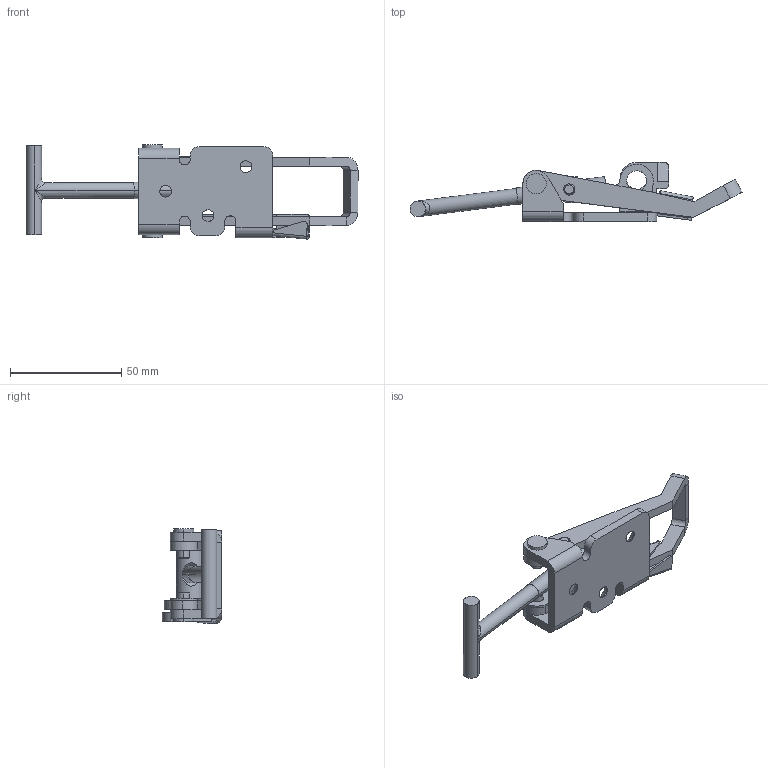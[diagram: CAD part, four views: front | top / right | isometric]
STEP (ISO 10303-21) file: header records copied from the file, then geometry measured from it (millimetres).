
FILE_DESCRIPTION (( 'STEP AP214' ), '1' );
FILE_NAME ('520969 - 704 T LC ZP Friction screw.STEP', '2017-02-06T07:47:08', ( '' ), ( '' ), 'SwSTEP 2.0', 'SolidWorks 2015', '' );
FILE_SCHEMA (( 'AUTOMOTIVE_DESIGN' ));
Length unit declared in the file: millimetre
Products named in the file (9): 703 - T-skruv; 704 - Friction ring; 704 - Safety Catch; 704 - Rivet Gradin; 704 - Handle locking eye; 722861 - Platta 704 LC FZB Spärr; 520969 - 704 T LC ZP Friction screw; 704 - Mid Cylinder Friction ring; 704 - Mid Cylinder Friction
Assembly tree (9 placements, depth 3):
  520969 - 704 T LC ZP Friction screw
    722861 - Platta 704 LC FZB Spärr
    704 - Handle locking eye
    704 - Rivet Gradin  x2
    704 - Safety Catch
    703 - T-skruv
    704 - Mid Cylinder Friction ring
      704 - Friction ring
      704 - Mid Cylinder Friction
Bounding box: 148.92 x 26.6 x 42.24 mm (x, y, z)
Volume: 27826.3 mm3; surface area: 21120.7 mm2
Topology: 8 solids, 8 shells, 225 faces, 523 edges, 318 vertices
Faces by surface type: plane 106, cylinder 99, cone 16, bspline 4
Entity records: 6948 total; most frequent: CARTESIAN_POINT 1484, DIRECTION 1117, ORIENTED_EDGE 994, EDGE_CURVE 497, AXIS2_PLACEMENT_3D 411, VERTEX_POINT 304, LINE 295, VECTOR 295
